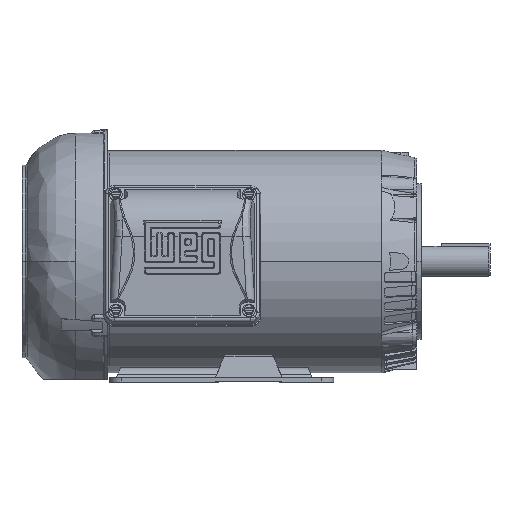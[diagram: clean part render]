
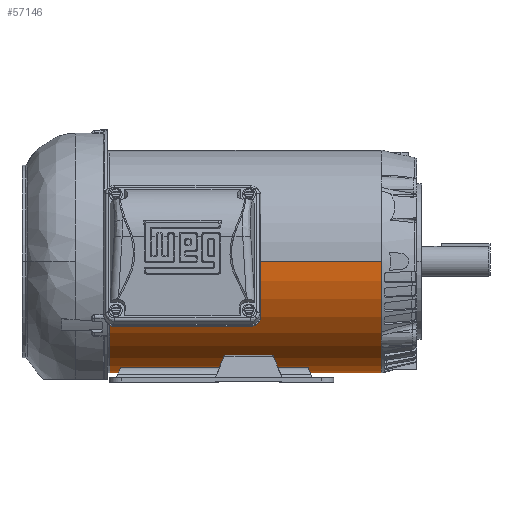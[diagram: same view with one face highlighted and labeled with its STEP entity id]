
A CAD part, top view. The second image highlights one B-rep face of the part: STEP entity #57146.
In plain terms, the highlighted cylindrical face has radius 81.875 mm (diameter 163.75 mm), a partial arc.
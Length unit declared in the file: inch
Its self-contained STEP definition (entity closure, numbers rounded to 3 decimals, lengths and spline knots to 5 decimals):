
#945 = EDGE_CURVE ( 'NONE', #57088, #35610, #37990, .T. ) ;
#1570 = VECTOR ( 'NONE', #41607, 39.37008 ) ;
#3148 = LINE ( 'NONE', #21490, #1570 ) ;
#5780 = CARTESIAN_POINT ( 'NONE',  ( -4.65223, -0.31055, 3.22171 ) ) ;
#6270 = DIRECTION ( 'NONE',  ( 0., 0., 1. ) ) ;
#6650 = EDGE_CURVE ( 'NONE', #12483, #33630, #15306, .T. ) ;
#9691 = FACE_OUTER_BOUND ( 'NONE', #39143, .T. ) ;
#12483 = VERTEX_POINT ( 'NONE', #20056 ) ;
#14208 = CARTESIAN_POINT ( 'NONE',  ( 24.70918, -0.31055, -0.00171 ) ) ;
#14347 = ORIENTED_EDGE ( 'NONE', *, *, #55465, .T. ) ;
#15306 = CIRCLE ( 'NONE', #39267, 3.22343 ) ;
#17176 = VECTOR ( 'NONE', #39636, 39.37008 ) ;
#19362 = CARTESIAN_POINT ( 'NONE',  ( 3.22179, -0.31055, 3.22171 ) ) ;
#20056 = CARTESIAN_POINT ( 'NONE',  ( 3.22179, -3.53398, -0.00115 ) ) ;
#20232 = DIRECTION ( 'NONE',  ( 0., 0., 1. ) ) ;
#21490 = CARTESIAN_POINT ( 'NONE',  ( 24.70918, -3.53398, -0.00115 ) ) ;
#23534 = DIRECTION ( 'NONE',  ( 0., 0., 1. ) ) ;
#27002 = CARTESIAN_POINT ( 'NONE',  ( 24.70918, -0.31055, 3.22171 ) ) ;
#30328 = LINE ( 'NONE', #27002, #17176 ) ;
#30561 = CARTESIAN_POINT ( 'NONE',  ( -4.65223, -3.53398, -0.00115 ) ) ;
#33630 = VERTEX_POINT ( 'NONE', #19362 ) ;
#33770 = CARTESIAN_POINT ( 'NONE',  ( -4.65223, -0.31055, -0.00171 ) ) ;
#35610 = VERTEX_POINT ( 'NONE', #30561 ) ;
#37228 = AXIS2_PLACEMENT_3D ( 'NONE', #14208, #46055, #23534 ) ;
#37990 = CIRCLE ( 'NONE', #41831, 3.22343 ) ;
#39143 = EDGE_LOOP ( 'NONE', ( #57027, #40859, #57074, #14347 ) ) ;
#39267 = AXIS2_PLACEMENT_3D ( 'NONE', #55539, #55249, #6270 ) ;
#39636 = DIRECTION ( 'NONE',  ( -1., 0., 0. ) ) ;
#40859 = ORIENTED_EDGE ( 'NONE', *, *, #58780, .T. ) ;
#41607 = DIRECTION ( 'NONE',  ( 1., 0., 0. ) ) ;
#41831 = AXIS2_PLACEMENT_3D ( 'NONE', #33770, #47567, #20232 ) ;
#46055 = DIRECTION ( 'NONE',  ( -1., 0., 0. ) ) ;
#46666 = CYLINDRICAL_SURFACE ( 'NONE', #37228, 3.22343 ) ;
#47567 = DIRECTION ( 'NONE',  ( 1., 0., 0. ) ) ;
#55249 = DIRECTION ( 'NONE',  ( -1., 0., 0. ) ) ;
#55465 = EDGE_CURVE ( 'NONE', #35610, #12483, #3148, .T. ) ;
#55539 = CARTESIAN_POINT ( 'NONE',  ( 3.22179, -0.31055, -0.00171 ) ) ;
#57027 = ORIENTED_EDGE ( 'NONE', *, *, #6650, .T. ) ;
#57074 = ORIENTED_EDGE ( 'NONE', *, *, #945, .T. ) ;
#57088 = VERTEX_POINT ( 'NONE', #5780 ) ;
#57146 = ADVANCED_FACE ( 'NONE', ( #9691 ), #46666, .T. ) ;
#58780 = EDGE_CURVE ( 'NONE', #33630, #57088, #30328, .T. ) ;
